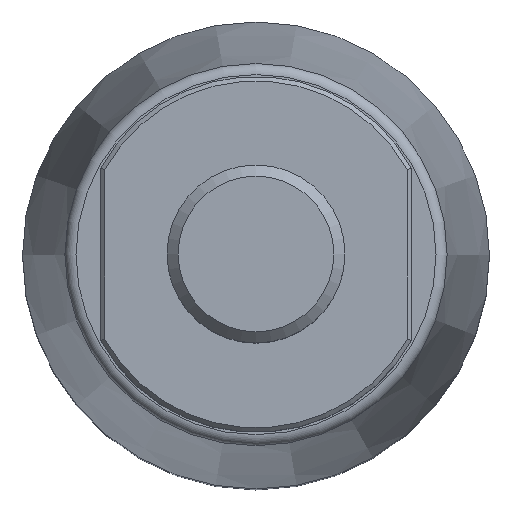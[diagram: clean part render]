
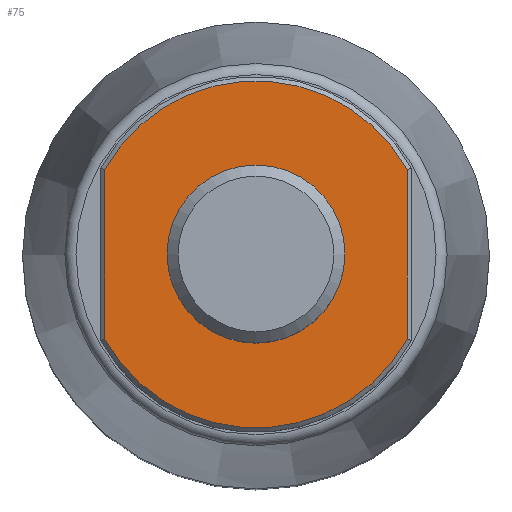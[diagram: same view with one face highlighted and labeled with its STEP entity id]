
A CAD part, top view. The second image highlights one B-rep face of the part: STEP entity #75.
In plain terms, the highlighted planar face has unit normal (0, 0, 1).
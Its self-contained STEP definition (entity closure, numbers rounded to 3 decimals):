
#75 = ADVANCED_FACE( '', ( #188, #189 ), #190, .F. );
#188 = FACE_OUTER_BOUND( '', #361, .T. );
#189 = FACE_BOUND( '', #362, .T. );
#190 = PLANE( '', #363 );
#361 = EDGE_LOOP( '', ( #538, #539, #540, #541 ) );
#362 = EDGE_LOOP( '', ( #542 ) );
#363 = AXIS2_PLACEMENT_3D( '', #543, #544, #545 );
#538 = ORIENTED_EDGE( '', *, *, #870, .T. );
#539 = ORIENTED_EDGE( '', *, *, #871, .T. );
#540 = ORIENTED_EDGE( '', *, *, #872, .T. );
#541 = ORIENTED_EDGE( '', *, *, #873, .T. );
#542 = ORIENTED_EDGE( '', *, *, #874, .F. );
#543 = CARTESIAN_POINT( '', ( 0., 8., 45.7 ) );
#544 = DIRECTION( '', ( 0., 0., -1. ) );
#545 = DIRECTION( '', ( -1., 0., 0. ) );
#870 = EDGE_CURVE( '', #999, #1000, #1001, .F. );
#871 = EDGE_CURVE( '', #1000, #1002, #1003, .T. );
#872 = EDGE_CURVE( '', #1002, #1004, #1005, .F. );
#873 = EDGE_CURVE( '', #1004, #999, #1006, .T. );
#874 = EDGE_CURVE( '', #1007, #1007, #1008, .T. );
#999 = VERTEX_POINT( '', #1186 );
#1000 = VERTEX_POINT( '', #1187 );
#1001 = CIRCLE( '', #1188, 7.8 );
#1002 = VERTEX_POINT( '', #1189 );
#1003 = LINE( '', #1190, #1191 );
#1004 = VERTEX_POINT( '', #1192 );
#1005 = CIRCLE( '', #1193, 7.8 );
#1006 = LINE( '', #1194, #1195 );
#1007 = VERTEX_POINT( '', #1196 );
#1008 = CIRCLE( '', #1197, 3.25 );
#1186 = CARTESIAN_POINT( '', ( -6.8, -3.821, 45.7 ) );
#1187 = CARTESIAN_POINT( '', ( 6.8, -3.821, 45.7 ) );
#1188 = AXIS2_PLACEMENT_3D( '', #1413, #1414, #1415 );
#1189 = CARTESIAN_POINT( '', ( 6.8, 3.821, 45.7 ) );
#1190 = CARTESIAN_POINT( '', ( 6.8, 8., 45.7 ) );
#1191 = VECTOR( '', #1416, 1000. );
#1192 = CARTESIAN_POINT( '', ( -6.8, 3.821, 45.7 ) );
#1193 = AXIS2_PLACEMENT_3D( '', #1417, #1418, #1419 );
#1194 = CARTESIAN_POINT( '', ( -6.8, 8., 45.7 ) );
#1195 = VECTOR( '', #1420, 1000. );
#1196 = CARTESIAN_POINT( '', ( 3.25, 0., 45.7 ) );
#1197 = AXIS2_PLACEMENT_3D( '', #1421, #1422, #1423 );
#1413 = CARTESIAN_POINT( '', ( 0., 0., 45.7 ) );
#1414 = DIRECTION( '', ( 0., 0., -1. ) );
#1415 = DIRECTION( '', ( -1., 0., 0. ) );
#1416 = DIRECTION( '', ( 0., 1., 0. ) );
#1417 = CARTESIAN_POINT( '', ( 0., 0., 45.7 ) );
#1418 = DIRECTION( '', ( 0., 0., -1. ) );
#1419 = DIRECTION( '', ( -1., 0., 0. ) );
#1420 = DIRECTION( '', ( 0., -1., 0. ) );
#1421 = CARTESIAN_POINT( '', ( 0., 0., 45.7 ) );
#1422 = DIRECTION( '', ( 0., 0., 1. ) );
#1423 = DIRECTION( '', ( 1., 0., 0. ) );
